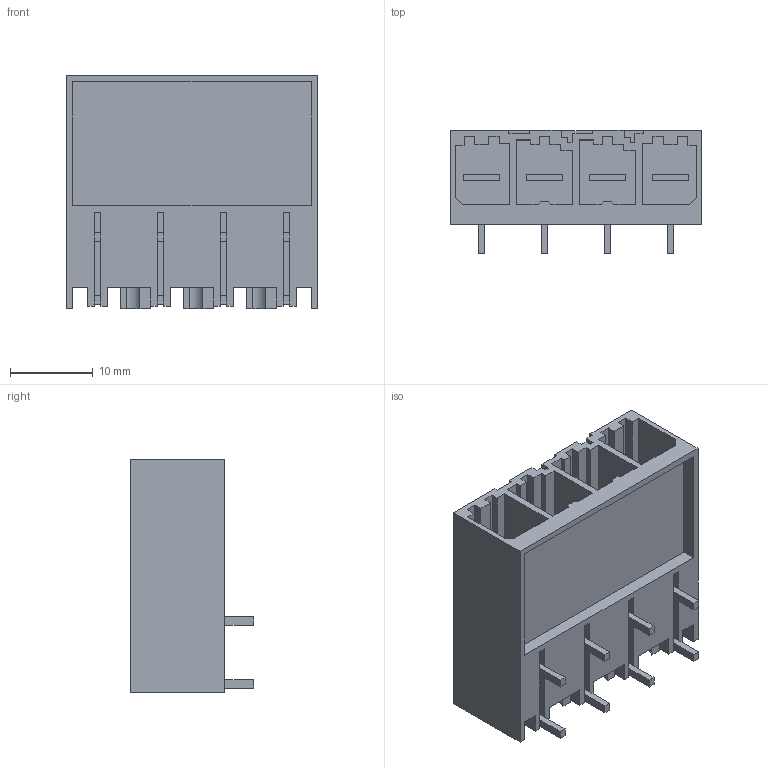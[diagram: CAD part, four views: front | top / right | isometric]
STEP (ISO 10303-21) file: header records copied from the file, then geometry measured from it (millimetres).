
FILE_DESCRIPTION(('CATIA V5 STEP Exchange','CAx-IF Rec.Pracs.--- Model Styling and Organization---1.2---2011-12-15'),'2;1');
FILE_NAME ('D1459367_0_1930290000_1930290000.stp','2016-11-14T10:54:05+00:00',('none'),('Weidmueller'),'CATIA Version 5-6 Release 2014','CATIA V5 STEP AP214','none');
FILE_SCHEMA(('AUTOMOTIVE_DESIGN { 1 0 10303 214 1 1 1 1 }'));
Length unit declared in the file: millimetre
Products named in the file (1): 1930290000_S
Bounding box: 30.48 x 14.9 x 28.3 mm (x, y, z)
Volume: 4921.4 mm3; surface area: 7913.4 mm2
Topology: 5 solids, 5 shells, 324 faces, 960 edges, 647 vertices
Faces by surface type: plane 306, cylinder 18
Entity records: 10084 total; most frequent: ORIENTED_EDGE 1920, CARTESIAN_POINT 1819, DIRECTION 1370, EDGE_CURVE 960, VECTOR 908, LINE 908, VERTEX_POINT 647, EDGE_LOOP 333
